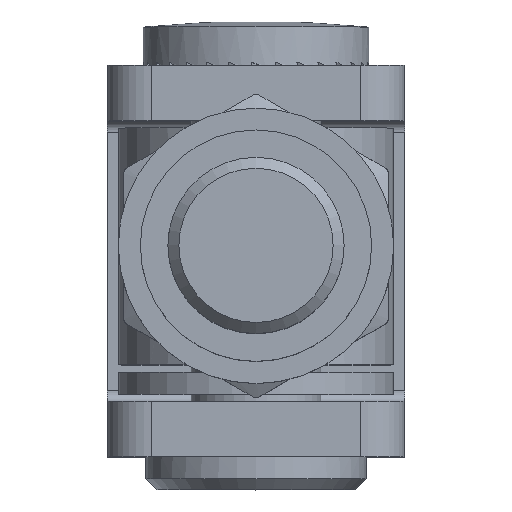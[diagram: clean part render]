
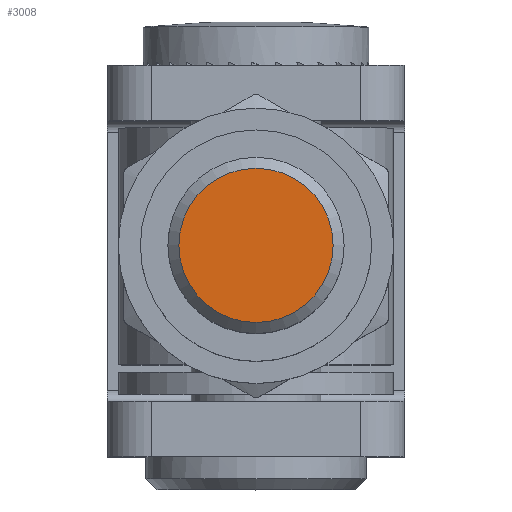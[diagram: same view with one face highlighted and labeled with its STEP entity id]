
A CAD part, top view. The second image highlights one B-rep face of the part: STEP entity #3008.
In plain terms, the highlighted planar face has unit normal (0, 0, 1).
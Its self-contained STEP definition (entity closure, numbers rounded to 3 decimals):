
#193 = CIRCLE ( 'NONE', #5050, 7. ) ;
#1872 = DIRECTION ( 'NONE',  ( 0., 0., 1. ) ) ;
#3008 = ADVANCED_FACE ( 'NONE', ( #13097 ), #10890, .T. ) ;
#4483 = ORIENTED_EDGE ( 'NONE', *, *, #16740, .T. ) ;
#5050 = AXIS2_PLACEMENT_3D ( 'NONE', #13766, #1872, #5263 ) ;
#5263 = DIRECTION ( 'NONE',  ( 1., 0., 0. ) ) ;
#7945 = VERTEX_POINT ( 'NONE', #17415 ) ;
#10890 = PLANE ( 'NONE',  #21929 ) ;
#10951 = DIRECTION ( 'NONE',  ( 0., 0., 1. ) ) ;
#12535 = EDGE_LOOP ( 'NONE', ( #4483 ) ) ;
#12665 = DIRECTION ( 'NONE',  ( 1., 0., 0. ) ) ;
#13097 = FACE_OUTER_BOUND ( 'NONE', #12535, .T. ) ;
#13766 = CARTESIAN_POINT ( 'NONE',  ( 0., 0., 70. ) ) ;
#14378 = CARTESIAN_POINT ( 'NONE',  ( 0., 0., 70. ) ) ;
#16740 = EDGE_CURVE ( 'NONE', #7945, #7945, #193, .T. ) ;
#17415 = CARTESIAN_POINT ( 'NONE',  ( 7., 0., 70. ) ) ;
#21929 = AXIS2_PLACEMENT_3D ( 'NONE', #14378, #10951, #12665 ) ;
